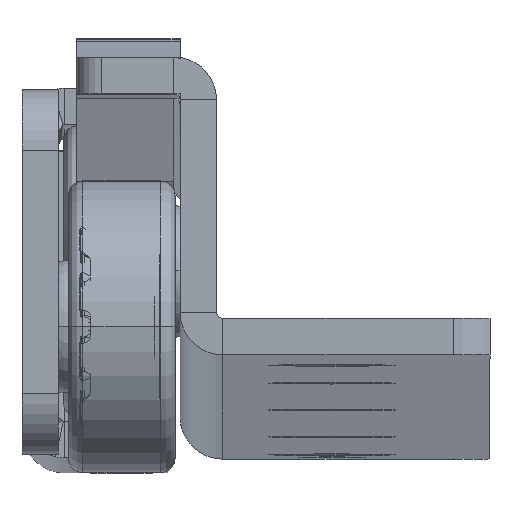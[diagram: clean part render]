
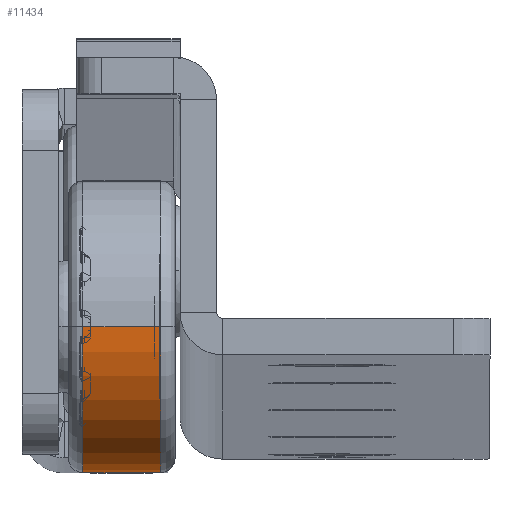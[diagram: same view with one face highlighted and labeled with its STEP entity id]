
A CAD part, top view. The second image highlights one B-rep face of the part: STEP entity #11434.
In plain terms, the highlighted cylindrical face has radius 12 mm (diameter 24 mm), a partial arc.
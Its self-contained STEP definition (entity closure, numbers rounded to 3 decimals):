
#1093 = AXIS2_PLACEMENT_3D ( 'NONE', #12026, #4776, #17974 ) ;
#1217 = CARTESIAN_POINT ( 'NONE',  ( 1.2, 0., -12. ) ) ;
#1686 = VERTEX_POINT ( 'NONE', #6582 ) ;
#1953 = ORIENTED_EDGE ( 'NONE', *, *, #12141, .T. ) ;
#2498 = VERTEX_POINT ( 'NONE', #1217 ) ;
#3346 = CARTESIAN_POINT ( 'NONE',  ( 0., 0., -12. ) ) ;
#3347 = CYLINDRICAL_SURFACE ( 'NONE', #14653, 12. ) ;
#3445 = CARTESIAN_POINT ( 'NONE',  ( 0., 0., 0. ) ) ;
#4776 = DIRECTION ( 'NONE',  ( -1., 0., 0. ) ) ;
#5623 = DIRECTION ( 'NONE',  ( 0., 0., 1. ) ) ;
#6582 = CARTESIAN_POINT ( 'NONE',  ( 7.6, 0., 12. ) ) ;
#6942 = CARTESIAN_POINT ( 'NONE',  ( 0., 0., 12. ) ) ;
#7131 = VERTEX_POINT ( 'NONE', #7159 ) ;
#7143 = DIRECTION ( 'NONE',  ( -1., 0., 0. ) ) ;
#7159 = CARTESIAN_POINT ( 'NONE',  ( 7.6, 0., -12. ) ) ;
#8563 = CARTESIAN_POINT ( 'NONE',  ( 7.6, 0., 0. ) ) ;
#8913 = EDGE_CURVE ( 'NONE', #1686, #7131, #16155, .T. ) ;
#9172 = VECTOR ( 'NONE', #7143, 1000. ) ;
#9414 = DIRECTION ( 'NONE',  ( 0., 0., 1. ) ) ;
#9509 = FACE_OUTER_BOUND ( 'NONE', #18371, .T. ) ;
#9529 = CIRCLE ( 'NONE', #1093, 12. ) ;
#10793 = CARTESIAN_POINT ( 'NONE',  ( 1.2, 0., 12. ) ) ;
#11434 = ADVANCED_FACE ( 'NONE', ( #9509 ), #3347, .T. ) ;
#12026 = CARTESIAN_POINT ( 'NONE',  ( 1.2, 0., 0. ) ) ;
#12141 = EDGE_CURVE ( 'NONE', #7131, #2498, #15832, .T. ) ;
#12353 = DIRECTION ( 'NONE',  ( -1., 0., 0. ) ) ;
#12653 = EDGE_CURVE ( 'NONE', #1686, #16221, #12917, .T. ) ;
#12917 = LINE ( 'NONE', #6942, #9172 ) ;
#12980 = ORIENTED_EDGE ( 'NONE', *, *, #8913, .T. ) ;
#14516 = DIRECTION ( 'NONE',  ( -1., 0., 0. ) ) ;
#14653 = AXIS2_PLACEMENT_3D ( 'NONE', #3445, #18204, #9414 ) ;
#15832 = LINE ( 'NONE', #3346, #17584 ) ;
#16155 = CIRCLE ( 'NONE', #19291, 12. ) ;
#16221 = VERTEX_POINT ( 'NONE', #10793 ) ;
#17392 = ORIENTED_EDGE ( 'NONE', *, *, #12653, .F. ) ;
#17584 = VECTOR ( 'NONE', #12353, 1000. ) ;
#17974 = DIRECTION ( 'NONE',  ( 0., 0., 1. ) ) ;
#18204 = DIRECTION ( 'NONE',  ( -1., 0., 0. ) ) ;
#18371 = EDGE_LOOP ( 'NONE', ( #12980, #1953, #18657, #17392 ) ) ;
#18657 = ORIENTED_EDGE ( 'NONE', *, *, #18865, .F. ) ;
#18865 = EDGE_CURVE ( 'NONE', #16221, #2498, #9529, .T. ) ;
#19291 = AXIS2_PLACEMENT_3D ( 'NONE', #8563, #14516, #5623 ) ;
